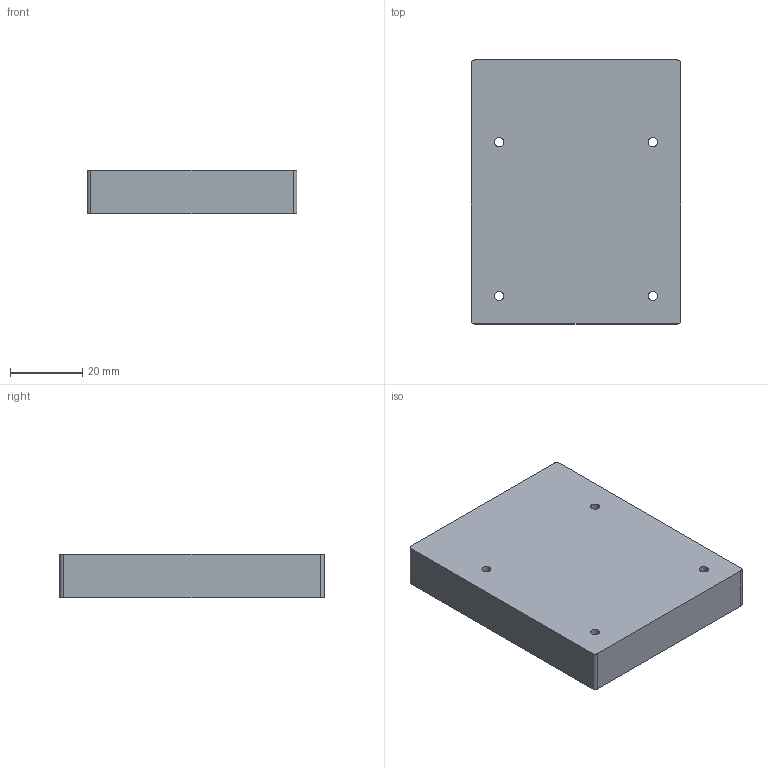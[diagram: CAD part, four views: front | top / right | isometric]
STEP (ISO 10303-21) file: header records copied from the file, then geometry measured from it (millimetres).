
FILE_DESCRIPTION(/* description */ ('STEP AP242','CAx-IF Rec.Pracs.---Representation and Presentation of Product Manufacturing Information (PMI)---4.0---2014-10-13','CAx-IF Rec.Pracs.---3D Tessellated Geometry---0.4---2014-09-14','2;1'),/* implementation_level */ '2;1');
FILE_NAME(/* name */ '643efe618d08547c5c2a835c',/* time_stamp */ '2023-04-18T20:32:34+00:00',/* author */ (''),/* organization */ (''),/* preprocessor_version */ 'ST-DEVELOPER v18.102',/* originating_system */ ' ',/* authorisation */ ' ');
FILE_SCHEMA (('AP242_MANAGED_MODEL_BASED_3D_ENGINEERING_MIM_LF { 1 0 10303 442 1 1 4 }'));
Length unit declared in the file: metre
Products named in the file (1): Scale Top
Bounding box: 58 x 73 x 12 mm (x, y, z)
Volume: 15602.9 mm3; surface area: 15203.8 mm2
Topology: 1 solids, 1 shells, 68 faces, 190 edges, 126 vertices
Faces by surface type: plane 48, cylinder 20
Full cylindrical faces by diameter (mm): 2.5 x4, 4.2 x2
Entity records: 2187 total; most frequent: CARTESIAN_POINT 379, ORIENTED_EDGE 368, DIRECTION 363, EDGE_CURVE 184, LINE 143, VECTOR 143, VERTEX_POINT 126, AXIS2_PLACEMENT_3D 110
